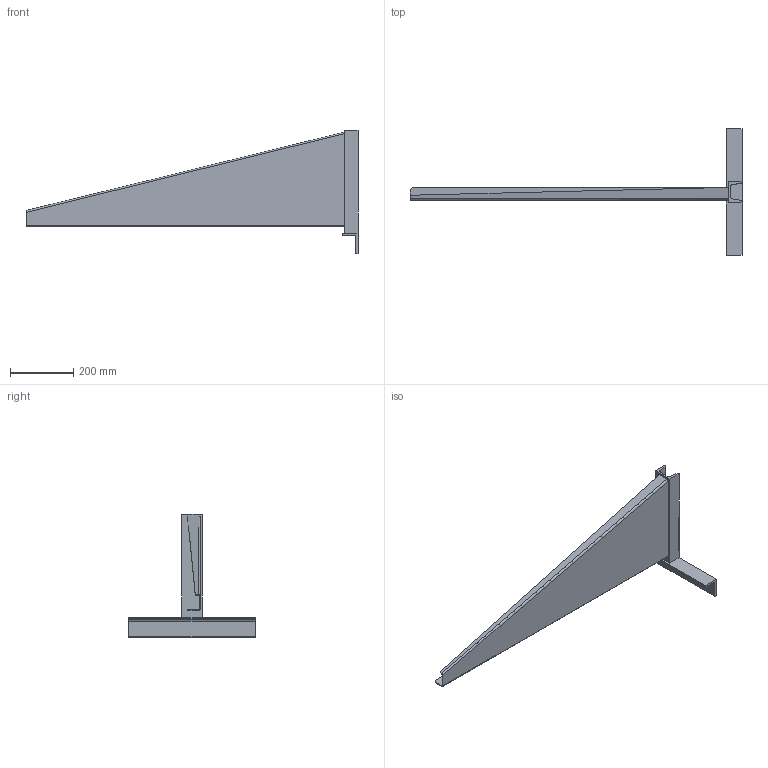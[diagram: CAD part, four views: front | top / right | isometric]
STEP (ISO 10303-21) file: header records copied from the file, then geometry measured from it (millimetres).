
FILE_DESCRIPTION (( 'STEP AP214' ), '1' );
FILE_NAME ('6417938.STP', '2017-02-14T14:36:19', ( '' ), ( '' ), 'SwSTEP 2.0', 'SolidWorks 2016', '' );
FILE_SCHEMA (( 'AUTOMOTIVE_DESIGN' ));
Length unit declared in the file: millimetre
Products named in the file (4): 6417938; 072427_326; 053090_Standard; KTS 04.019-019_Formteil AW-AS 55-1010
Assembly tree (3 placements, depth 2):
  6417938
    072427_326
    053090_Standard
    KTS 04.019-019_Formteil AW-AS 55-1010
Bounding box: 1052.28 x 400 x 391 mm (x, y, z)
Volume: 1441454 mm3; surface area: 663853.7 mm2
Topology: 3 solids, 3 shells, 49 faces, 113 edges, 70 vertices
Faces by surface type: plane 35, cylinder 11, bspline 3
Entity records: 1572 total; most frequent: CARTESIAN_POINT 330, ORIENTED_EDGE 226, DIRECTION 224, EDGE_CURVE 113, LINE 84, VECTOR 84, VERTEX_POINT 70, AXIS2_PLACEMENT_3D 70
